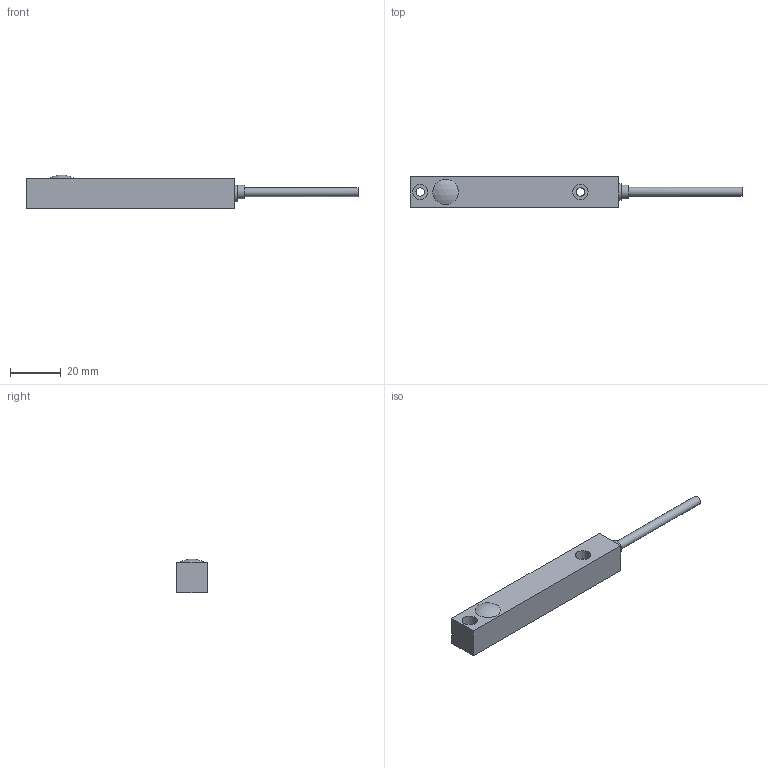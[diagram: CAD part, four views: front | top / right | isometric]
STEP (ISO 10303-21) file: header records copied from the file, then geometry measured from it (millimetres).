
FILE_DESCRIPTION(/* description */ (''),/* implementation_level */ '2;1');
FILE_NAME(/* name */ 'Lichtschranke OEPQ12_OSPQ12Mxxxx5M.stp',/* time_stamp */ '2024-04-19T08:06:56+02:00',/* author */ ('cf'),/* organization */ ('di-soric GmbH & Co. KG'),/* preprocessor_version */ 'ST-DEVELOPER v20',/* originating_system */ 'Autodesk Inventor 2024',/* authorisation */ '');
FILE_SCHEMA (('AUTOMOTIVE_DESIGN { 1 0 10303 214 3 1 1 }'));
Length unit declared in the file: millimetre
Products named in the file (1): Lichtschranke OEPQ12_OSPQ12Mxxxx5M
Bounding box: 130.52 x 12 x 13.27 mm (x, y, z)
Volume: 11832.6 mm3; surface area: 5452.6 mm2
Topology: 2 solids, 4 shells, 50 faces, 99 edges, 65 vertices
Faces by surface type: plane 31, cylinder 13, cone 4, sphere 2
Full cylindrical faces by diameter (mm): 3.3 x2, 3.5 x2, 5.3 x1, 6 x2, 6.5 x1, 10 x1
Entity records: 1339 total; most frequent: DIRECTION 235, CARTESIAN_POINT 215, ORIENTED_EDGE 198, EDGE_CURVE 99, AXIS2_PLACEMENT_3D 85, LINE 65, VECTOR 65, VERTEX_POINT 65
